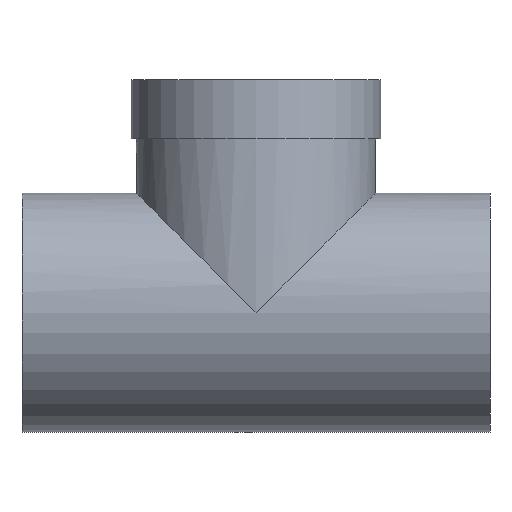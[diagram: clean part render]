
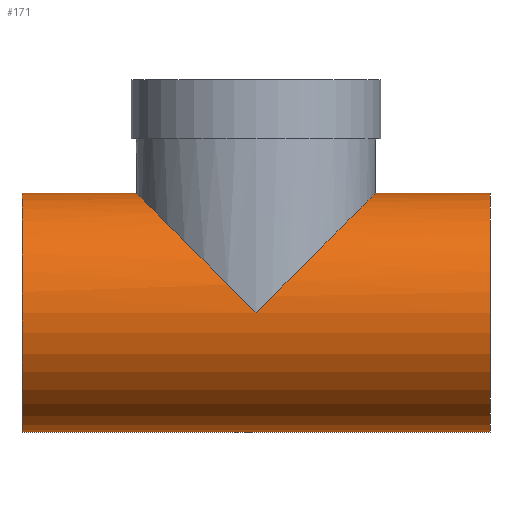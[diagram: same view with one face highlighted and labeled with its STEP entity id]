
A CAD part, front view. The second image highlights one B-rep face of the part: STEP entity #171.
In plain terms, the highlighted cylindrical face has radius 11.75 mm (diameter 23.5 mm), a full revolution.
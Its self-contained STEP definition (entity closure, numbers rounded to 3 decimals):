
#12=ELLIPSE($,#197,16.617,11.75);
#13=ELLIPSE($,#198,16.617,11.75);
#21=CYLINDRICAL_SURFACE($,#199,11.75);
#37=FACE_BOUND($,#71,.T.);
#38=FACE_BOUND($,#72,.T.);
#39=FACE_BOUND($,#73,.T.);
#71=EDGE_LOOP($,(#142,#143));
#72=EDGE_LOOP($,(#144));
#73=EDGE_LOOP($,(#145));
#88=CIRCLE($,#200,11.75);
#89=CIRCLE($,#201,11.75);
#101=VERTEX_POINT($,#500);
#102=VERTEX_POINT($,#501);
#103=VERTEX_POINT($,#505);
#104=VERTEX_POINT($,#507);
#116=EDGE_CURVE($,#101,#102,#12,.T.);
#117=EDGE_CURVE($,#102,#101,#13,.T.);
#118=EDGE_CURVE($,#103,#103,#88,.T.);
#119=EDGE_CURVE($,#104,#104,#89,.T.);
#142=ORIENTED_EDGE($,*,*,#117,.T.);
#143=ORIENTED_EDGE($,*,*,#116,.T.);
#144=ORIENTED_EDGE($,*,*,#118,.F.);
#145=ORIENTED_EDGE($,*,*,#119,.F.);
#171=ADVANCED_FACE($,(#37,#38,#39),#21,.T.);
#197=AXIS2_PLACEMENT_3D($,#502,#246,#247);
#198=AXIS2_PLACEMENT_3D($,#503,#248,#249);
#199=AXIS2_PLACEMENT_3D($,#504,#250,#251);
#200=AXIS2_PLACEMENT_3D($,#506,#252,#253);
#201=AXIS2_PLACEMENT_3D($,#508,#254,#255);
#246=DIRECTION('center_axis',(-0.707,0.,-0.707));
#247=DIRECTION('ref_axis',(-0.707,0.,0.707));
#248=DIRECTION('center_axis',(0.707,0.,-0.707));
#249=DIRECTION('ref_axis',(-0.707,0.,-0.707));
#250=DIRECTION('center_axis',(1.,0.,0.));
#251=DIRECTION('ref_axis',(0.,-1.,0.));
#252=DIRECTION('center_axis',(1.,0.,0.));
#253=DIRECTION('ref_axis',(0.,-1.,0.));
#254=DIRECTION('center_axis',(-1.,0.,0.));
#255=DIRECTION('ref_axis',(0.,-1.,0.));
#500=CARTESIAN_POINT('',(23.,-11.75,0.));
#501=CARTESIAN_POINT('',(23.,11.75,0.));
#502=CARTESIAN_POINT('Origin',(23.,0.,0.));
#503=CARTESIAN_POINT('Origin',(23.,0.,0.));
#504=CARTESIAN_POINT('Origin',(0.,0.,0.));
#505=CARTESIAN_POINT('',(46.,11.75,0.));
#506=CARTESIAN_POINT('Origin',(46.,0.,0.));
#507=CARTESIAN_POINT('',(0.,11.75,0.));
#508=CARTESIAN_POINT('Origin',(0.,0.,0.));
